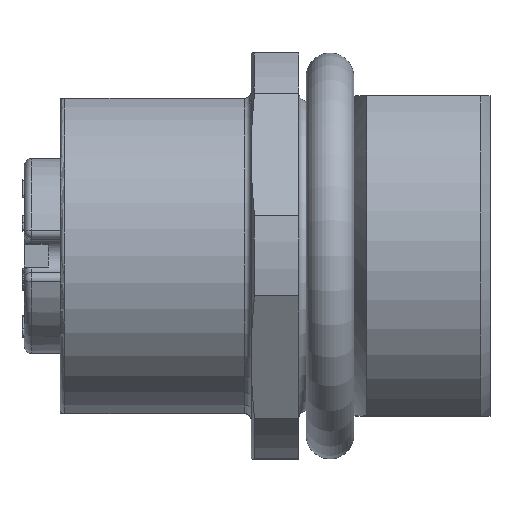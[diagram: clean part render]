
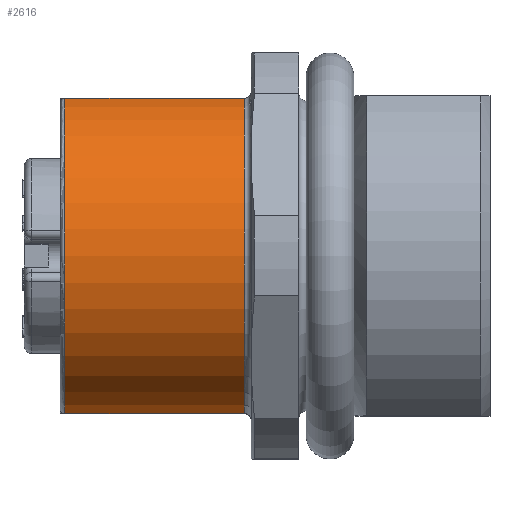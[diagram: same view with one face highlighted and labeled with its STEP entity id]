
A CAD part, top view. The second image highlights one B-rep face of the part: STEP entity #2616.
In plain terms, the highlighted cylindrical face has radius 6.8 mm (diameter 13.6 mm), a partial arc.
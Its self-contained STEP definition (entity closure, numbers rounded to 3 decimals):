
#298=FACE_OUTER_BOUND('',#1026,.T.);
#452=LINE('',#4137,#665);
#453=LINE('',#4142,#666);
#665=VECTOR('',#3427,1.);
#666=VECTOR('',#3430,1.);
#990=CYLINDRICAL_SURFACE('',#3171,6.8);
#1026=EDGE_LOOP('',(#1263,#1264,#1265,#1266));
#1263=ORIENTED_EDGE('',*,*,#2112,.F.);
#1264=ORIENTED_EDGE('',*,*,#2113,.T.);
#1265=ORIENTED_EDGE('',*,*,#2114,.F.);
#1266=ORIENTED_EDGE('',*,*,#2115,.T.);
#2112=EDGE_CURVE('',#2882,#2883,#452,.T.);
#2113=EDGE_CURVE('',#2882,#2884,#2515,.T.);
#2114=EDGE_CURVE('',#2885,#2884,#453,.T.);
#2115=EDGE_CURVE('',#2885,#2883,#2516,.T.);
#2515=CIRCLE('',#3169,6.8);
#2516=CIRCLE('',#3170,6.8);
#2616=ADVANCED_FACE('',(#298),#990,.T.);
#2882=VERTEX_POINT('',#4138);
#2883=VERTEX_POINT('',#4139);
#2884=VERTEX_POINT('',#4141);
#2885=VERTEX_POINT('',#4143);
#3169=AXIS2_PLACEMENT_3D('',#4140,#3428,#3429);
#3170=AXIS2_PLACEMENT_3D('',#4144,#3431,#3432);
#3171=AXIS2_PLACEMENT_3D('',#4145,#3433,#3434);
#3427=DIRECTION('',(-1.,0.,0.));
#3428=DIRECTION('',(-1.,0.,0.));
#3429=DIRECTION('',(0.,0.,1.));
#3430=DIRECTION('',(1.,0.,0.));
#3431=DIRECTION('',(1.,0.,0.));
#3432=DIRECTION('',(0.,0.,1.));
#3433=DIRECTION('',(1.,0.,0.));
#3434=DIRECTION('',(0.,0.,-1.));
#4137=CARTESIAN_POINT('',(0.,-6.6,1.637));
#4138=CARTESIAN_POINT('',(7.7,-6.6,1.637));
#4139=CARTESIAN_POINT('',(0.2,-6.6,1.637));
#4140=CARTESIAN_POINT('',(7.7,0.,0.));
#4141=CARTESIAN_POINT('',(7.7,6.6,1.637));
#4142=CARTESIAN_POINT('',(0.,6.6,1.637));
#4143=CARTESIAN_POINT('',(0.2,6.6,1.637));
#4144=CARTESIAN_POINT('',(0.2,0.,0.));
#4145=CARTESIAN_POINT('',(0.,0.,0.));
